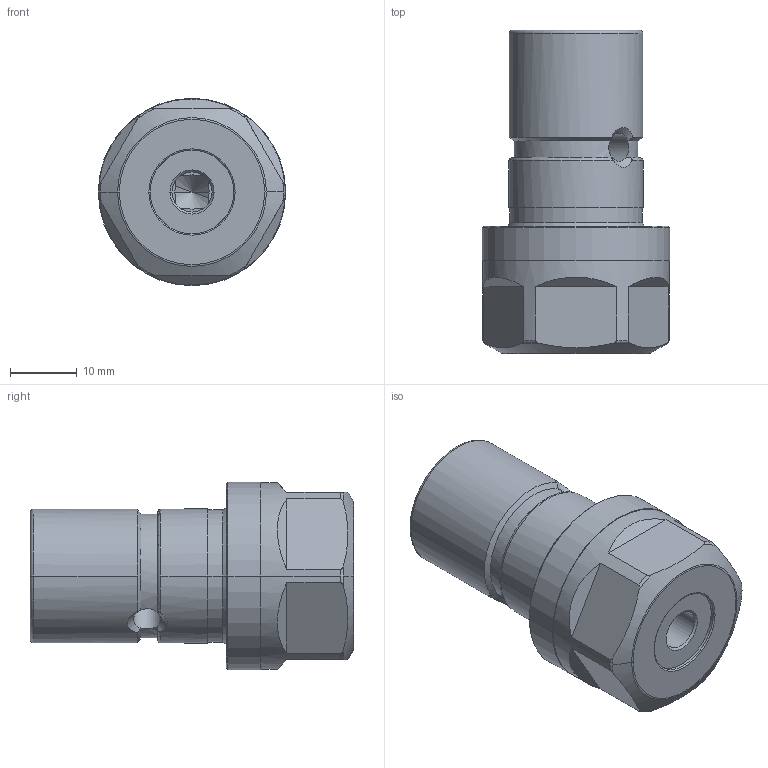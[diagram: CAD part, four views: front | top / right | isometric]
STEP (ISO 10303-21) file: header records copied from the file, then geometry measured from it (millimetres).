
FILE_DESCRIPTION((''),'2;1');
FILE_NAME('23410-ER16','2019-04-12T',('046'),(''),'CREO PARAMETRIC BY PTC INC, 2016260','CREO PARAMETRIC BY PTC INC, 2016260','');
FILE_SCHEMA(('CONFIG_CONTROL_DESIGN'));
Length unit declared in the file: millimetre
Products named in the file (1): 23410-ER16
Bounding box: 28 x 48.31 x 28 mm (x, y, z)
Volume: 18033.8 mm3; surface area: 6226.4 mm2
Topology: 1 solids, 2 shells, 127 faces, 319 edges, 195 vertices
Faces by surface type: plane 38, cylinder 35, cone 32, torus 22
Entity records: 4252 total; most frequent: CARTESIAN_POINT 1199, DIRECTION 644, ORIENTED_EDGE 634, EDGE_CURVE 317, AXIS2_PLACEMENT_3D 272, VERTEX_POINT 195, CIRCLE 145, EDGE_LOOP 136
